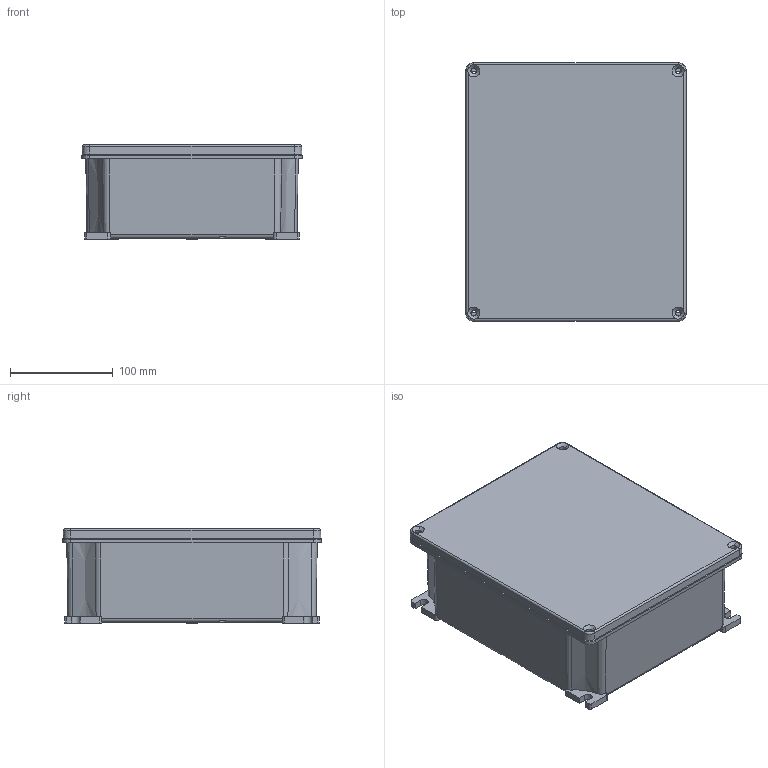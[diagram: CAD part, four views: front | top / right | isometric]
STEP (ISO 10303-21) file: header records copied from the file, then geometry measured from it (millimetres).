
FILE_DESCRIPTION((''),'2;1');
FILE_NAME('GW76265_SW0001','2021-04-01T11:00:54',('User'),('Axiro Italia'),'CREO PARAMETRIC BY PTC INC, 2020354','CREO PARAMETRIC BY PTC INC, 2020354','');
FILE_SCHEMA(('CONFIG_CONTROL_DESIGN'));
Length unit declared in the file: millimetre
Products named in the file (1): GW76265_SW0001
Bounding box: 214.8 x 251.8 x 91.75 mm (x, y, z)
Volume: 4490374.5 mm3; surface area: 193950.1 mm2
Topology: 1 solids, 1 shells, 173 faces, 476 edges, 312 vertices
Faces by surface type: plane 79, cylinder 48, cone 42, torus 4
Entity records: 5682 total; most frequent: CARTESIAN_POINT 1103, DIRECTION 974, ORIENTED_EDGE 952, EDGE_CURVE 476, AXIS2_PLACEMENT_3D 353, VERTEX_POINT 312, VECTOR 268, LINE 268
